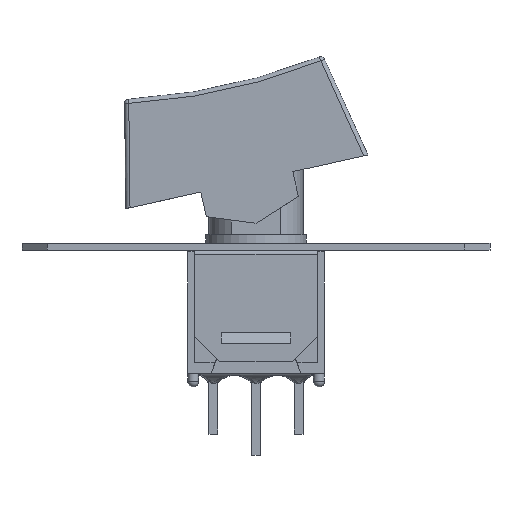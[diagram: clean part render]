
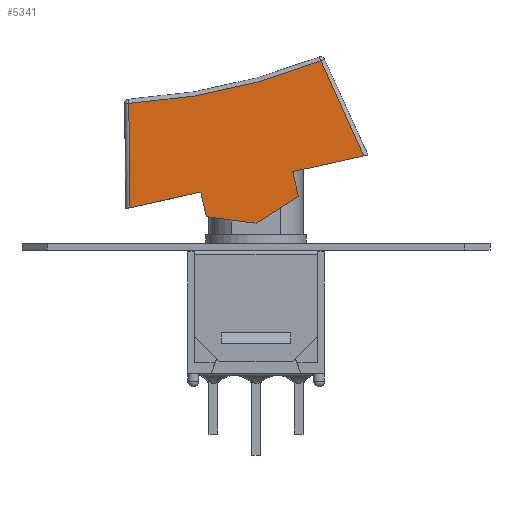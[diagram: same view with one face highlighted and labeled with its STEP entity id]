
A CAD part, front view. The second image highlights one B-rep face of the part: STEP entity #5341.
In plain terms, the highlighted planar face has unit normal (0, -1, 0).
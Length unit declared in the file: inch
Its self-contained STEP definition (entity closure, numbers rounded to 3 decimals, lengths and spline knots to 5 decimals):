
#4641=CARTESIAN_POINT('',(0.15129,-0.15,0.7313));
#4642=VERTEX_POINT('',#4641);
#4667=CARTESIAN_POINT('',(-0.2976,-0.15,0.63178));
#4668=VERTEX_POINT('',#4667);
#4709=CARTESIAN_POINT('',(-0.38381,-0.15,2.08282));
#4710=DIRECTION('',(0.0,-1.0,0.0));
#4711=DIRECTION('',(0.216,0.0,-0.976));
#4712=AXIS2_PLACEMENT_3D('',#4709,#4710,#4711);
#4713=CIRCLE('',#4712,1.45359);
#4714=EDGE_CURVE('',#4668,#4642,#4713,.T.);
#4766=CARTESIAN_POINT('',(-0.29474,-0.15,0.38785));
#4767=VERTEX_POINT('',#4766);
#4775=CARTESIAN_POINT('',(-0.29474,-0.15,0.38785));
#4776=DIRECTION('',(-0.012,0.0,1.));
#4777=VECTOR('',#4776,0.24395);
#4778=LINE('',#4775,#4777);
#4779=EDGE_CURVE('',#4767,#4668,#4778,.T.);
#4818=CARTESIAN_POINT('',(0.2518,-0.15,0.50902));
#4819=VERTEX_POINT('',#4818);
#4836=CARTESIAN_POINT('',(0.15129,-0.15,0.7313));
#4837=DIRECTION('',(0.412,0.0,-0.911));
#4838=VECTOR('',#4837,0.24395);
#4839=LINE('',#4836,#4838);
#4840=EDGE_CURVE('',#4642,#4819,#4839,.T.);
#4949=CARTESIAN_POINT('',(-0.1291,-0.15,0.42458));
#4950=VERTEX_POINT('',#4949);
#4957=CARTESIAN_POINT('',(-0.1291,-0.15,0.42458));
#4958=DIRECTION('',(-0.976,0.0,-0.216));
#4959=VECTOR('',#4958,0.16967);
#4960=LINE('',#4957,#4959);
#4961=EDGE_CURVE('',#4950,#4767,#4960,.T.);
#5176=CARTESIAN_POINT('',(-0.11631,-0.15,0.36692));
#5177=VERTEX_POINT('',#5176);
#5184=CARTESIAN_POINT('',(-0.11631,-0.15,0.36692));
#5185=DIRECTION('',(-0.216,0.0,0.976));
#5186=VECTOR('',#5185,0.05906);
#5187=LINE('',#5184,#5186);
#5188=EDGE_CURVE('',#5177,#4950,#5187,.T.);
#5208=CARTESIAN_POINT('',(0.,-0.15,0.35157));
#5209=VERTEX_POINT('',#5208);
#5216=CARTESIAN_POINT('',(0.,-0.15,0.35157));
#5217=DIRECTION('',(-0.991,0.0,0.131));
#5218=VECTOR('',#5217,0.11732);
#5219=LINE('',#5216,#5218);
#5220=EDGE_CURVE('',#5209,#5177,#5219,.T.);
#5238=CARTESIAN_POINT('',(0.09893,-0.15,0.41464));
#5239=VERTEX_POINT('',#5238);
#5246=CARTESIAN_POINT('',(0.09893,-0.15,0.41464));
#5247=DIRECTION('',(-0.843,0.0,-0.538));
#5248=VECTOR('',#5247,0.11732);
#5249=LINE('',#5246,#5248);
#5250=EDGE_CURVE('',#5239,#5209,#5249,.T.);
#5262=CARTESIAN_POINT('',(0.08615,-0.15,0.4723));
#5263=VERTEX_POINT('',#5262);
#5270=CARTESIAN_POINT('',(0.08615,-0.15,0.4723));
#5271=DIRECTION('',(0.216,0.0,-0.976));
#5272=VECTOR('',#5271,0.05906);
#5273=LINE('',#5270,#5272);
#5274=EDGE_CURVE('',#5263,#5239,#5273,.T.);
#5286=CARTESIAN_POINT('',(0.2518,-0.15,0.50902));
#5287=DIRECTION('',(-0.976,0.0,-0.216));
#5288=VECTOR('',#5287,0.16967);
#5289=LINE('',#5286,#5288);
#5290=EDGE_CURVE('',#4819,#5263,#5289,.T.);
#5325=CARTESIAN_POINT('',(-0.29694,-0.15,0.26844));
#5326=DIRECTION('',(0.0,1.0,0.0));
#5327=DIRECTION('',(0.0,0.0,1.0));
#5328=AXIS2_PLACEMENT_3D('',#5325,#5326,#5327);
#5329=PLANE('',#5328);
#5330=ORIENTED_EDGE('',*,*,#4779,.F.);
#5331=ORIENTED_EDGE('',*,*,#4961,.F.);
#5332=ORIENTED_EDGE('',*,*,#5188,.F.);
#5333=ORIENTED_EDGE('',*,*,#5220,.F.);
#5334=ORIENTED_EDGE('',*,*,#5250,.F.);
#5335=ORIENTED_EDGE('',*,*,#5274,.F.);
#5336=ORIENTED_EDGE('',*,*,#5290,.F.);
#5337=ORIENTED_EDGE('',*,*,#4840,.F.);
#5338=ORIENTED_EDGE('',*,*,#4714,.F.);
#5339=EDGE_LOOP('',(#5330,#5331,#5332,#5333,#5334,#5335,#5336,#5337,#5338));
#5340=FACE_OUTER_BOUND('',#5339,.T.);
#5341=ADVANCED_FACE('',(#5340),#5329,.F.);
